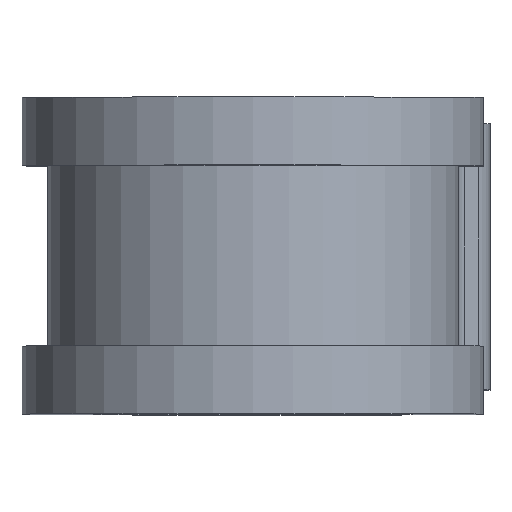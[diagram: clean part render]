
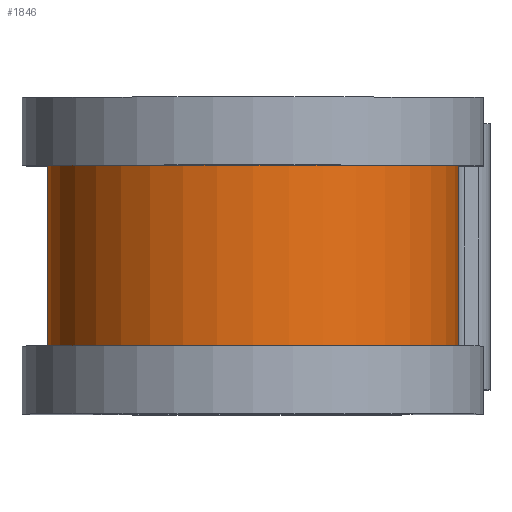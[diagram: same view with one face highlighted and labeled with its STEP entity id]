
A CAD part, top view. The second image highlights one B-rep face of the part: STEP entity #1846.
In plain terms, the highlighted cylindrical face has radius 12.268 mm (diameter 24.536 mm), a partial arc.
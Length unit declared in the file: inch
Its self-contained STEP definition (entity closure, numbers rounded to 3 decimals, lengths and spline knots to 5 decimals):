
#68 = DIRECTION ( 'NONE',  ( 0., -1., 0. ) ) ;
#153 = CARTESIAN_POINT ( 'NONE',  ( 0.483, 0.3125, 0.75 ) ) ;
#181 = CARTESIAN_POINT ( 'NONE',  ( -0.483, 0.2125, 0.75 ) ) ;
#265 = DIRECTION ( 'NONE',  ( 0., -1., 0. ) ) ;
#315 = CYLINDRICAL_SURFACE ( 'NONE', #1018, 0.483 ) ;
#342 = FACE_OUTER_BOUND ( 'NONE', #1499, .T. ) ;
#370 = VECTOR ( 'NONE', #498, 39.37008 ) ;
#419 = LINE ( 'NONE', #153, #370 ) ;
#445 = CARTESIAN_POINT ( 'NONE',  ( 0.483, 0.2125, 0.75 ) ) ;
#483 = CIRCLE ( 'NONE', #1998, 0.483 ) ;
#484 = ORIENTED_EDGE ( 'NONE', *, *, #1098, .F. ) ;
#498 = DIRECTION ( 'NONE',  ( 0., -1., 0. ) ) ;
#524 = EDGE_CURVE ( 'NONE', #1033, #1413, #1103, .T. ) ;
#538 = EDGE_CURVE ( 'NONE', #728, #1413, #973, .T. ) ;
#557 = ORIENTED_EDGE ( 'NONE', *, *, #1783, .T. ) ;
#728 = VERTEX_POINT ( 'NONE', #181 ) ;
#926 = ORIENTED_EDGE ( 'NONE', *, *, #524, .F. ) ;
#930 = CARTESIAN_POINT ( 'NONE',  ( 0., 0.3125, 0.75 ) ) ;
#973 = LINE ( 'NONE', #1516, #1000 ) ;
#984 = DIRECTION ( 'NONE',  ( 0., -1., 0. ) ) ;
#994 = CARTESIAN_POINT ( 'NONE',  ( 0., -0.2125, 0.75 ) ) ;
#1000 = VECTOR ( 'NONE', #265, 39.37008 ) ;
#1018 = AXIS2_PLACEMENT_3D ( 'NONE', #930, #68, #1106 ) ;
#1033 = VERTEX_POINT ( 'NONE', #1919 ) ;
#1098 = EDGE_CURVE ( 'NONE', #1389, #1033, #419, .T. ) ;
#1103 = CIRCLE ( 'NONE', #1414, 0.483 ) ;
#1106 = DIRECTION ( 'NONE',  ( 0., 0., -1. ) ) ;
#1161 = DIRECTION ( 'NONE',  ( 0., 0., -1. ) ) ;
#1389 = VERTEX_POINT ( 'NONE', #445 ) ;
#1413 = VERTEX_POINT ( 'NONE', #1521 ) ;
#1414 = AXIS2_PLACEMENT_3D ( 'NONE', #994, #2092, #1161 ) ;
#1499 = EDGE_LOOP ( 'NONE', ( #484, #557, #1543, #926 ) ) ;
#1516 = CARTESIAN_POINT ( 'NONE',  ( -0.483, 0.3125, 0.75 ) ) ;
#1521 = CARTESIAN_POINT ( 'NONE',  ( -0.483, -0.2125, 0.75 ) ) ;
#1543 = ORIENTED_EDGE ( 'NONE', *, *, #538, .T. ) ;
#1783 = EDGE_CURVE ( 'NONE', #1389, #728, #483, .T. ) ;
#1846 = ADVANCED_FACE ( 'NONE', ( #342 ), #315, .T. ) ;
#1919 = CARTESIAN_POINT ( 'NONE',  ( 0.483, -0.2125, 0.75 ) ) ;
#1922 = CARTESIAN_POINT ( 'NONE',  ( 0., 0.2125, 0.75 ) ) ;
#1998 = AXIS2_PLACEMENT_3D ( 'NONE', #1922, #984, #2076 ) ;
#2076 = DIRECTION ( 'NONE',  ( 0., 0., -1. ) ) ;
#2092 = DIRECTION ( 'NONE',  ( 0., -1., 0. ) ) ;
